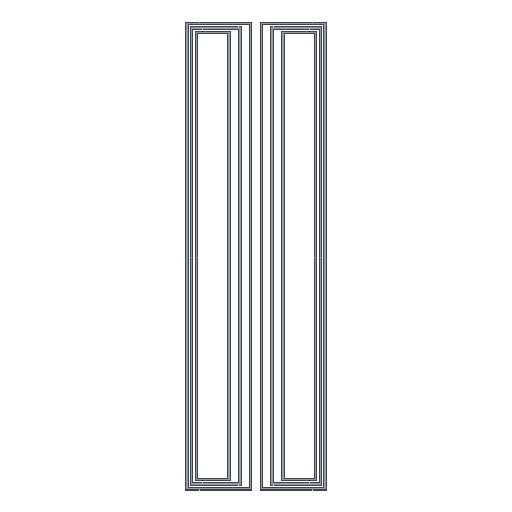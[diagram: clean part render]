
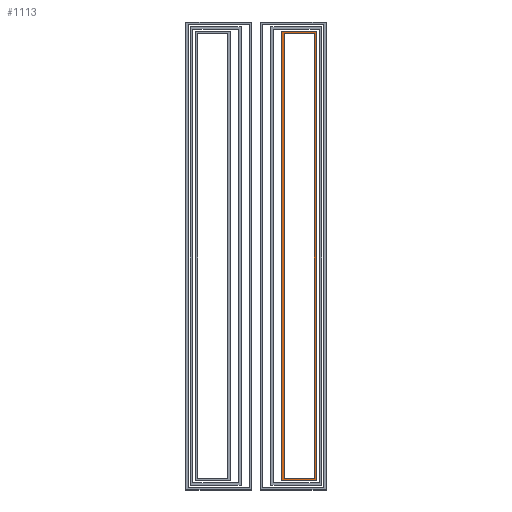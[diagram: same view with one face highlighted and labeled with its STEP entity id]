
A CAD part, top view. The second image highlights one B-rep face of the part: STEP entity #1113.
In plain terms, the highlighted planar face has unit normal (0, 0, 1).
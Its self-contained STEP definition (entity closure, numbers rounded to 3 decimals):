
#19=FACE_BOUND('',#100,.T.);
#39=FACE_OUTER_BOUND('',#99,.T.);
#99=EDGE_LOOP('',(#723,#724,#725,#726));
#100=EDGE_LOOP('',(#727,#728,#729,#730));
#165=LINE('',#1524,#309);
#168=LINE('',#1530,#312);
#171=LINE('',#1536,#315);
#174=LINE('',#1540,#318);
#177=LINE('',#1548,#321);
#180=LINE('',#1554,#324);
#183=LINE('',#1560,#327);
#186=LINE('',#1564,#330);
#309=VECTOR('',#1256,10.);
#312=VECTOR('',#1261,10.);
#315=VECTOR('',#1266,10.);
#318=VECTOR('',#1271,10.);
#321=VECTOR('',#1276,10.);
#324=VECTOR('',#1281,10.);
#327=VECTOR('',#1286,10.);
#330=VECTOR('',#1291,10.);
#453=VERTEX_POINT('',#1521);
#454=VERTEX_POINT('',#1523);
#456=VERTEX_POINT('',#1529);
#458=VERTEX_POINT('',#1535);
#461=VERTEX_POINT('',#1545);
#462=VERTEX_POINT('',#1547);
#464=VERTEX_POINT('',#1553);
#466=VERTEX_POINT('',#1559);
#549=EDGE_CURVE('',#454,#453,#165,.T.);
#552=EDGE_CURVE('',#456,#454,#168,.T.);
#555=EDGE_CURVE('',#458,#456,#171,.T.);
#558=EDGE_CURVE('',#453,#458,#174,.T.);
#561=EDGE_CURVE('',#462,#461,#177,.T.);
#564=EDGE_CURVE('',#464,#462,#180,.T.);
#567=EDGE_CURVE('',#466,#464,#183,.T.);
#570=EDGE_CURVE('',#461,#466,#186,.T.);
#723=ORIENTED_EDGE('',*,*,#570,.T.);
#724=ORIENTED_EDGE('',*,*,#567,.T.);
#725=ORIENTED_EDGE('',*,*,#564,.T.);
#726=ORIENTED_EDGE('',*,*,#561,.T.);
#727=ORIENTED_EDGE('',*,*,#558,.T.);
#728=ORIENTED_EDGE('',*,*,#555,.T.);
#729=ORIENTED_EDGE('',*,*,#552,.T.);
#730=ORIENTED_EDGE('',*,*,#549,.T.);
#987=PLANE('',#1198);
#1113=ADVANCED_FACE('',(#39,#19),#987,.T.);
#1198=AXIS2_PLACEMENT_3D('',#1565,#1292,#1293);
#1256=DIRECTION('',(0.,1.,0.));
#1261=DIRECTION('',(-1.,0.,0.));
#1266=DIRECTION('',(0.,-1.,0.));
#1271=DIRECTION('',(1.,0.,0.));
#1276=DIRECTION('',(0.,1.,0.));
#1281=DIRECTION('',(1.,0.,0.));
#1286=DIRECTION('',(0.,-1.,0.));
#1291=DIRECTION('',(-1.,0.,0.));
#1292=DIRECTION('center_axis',(0.,0.,1.));
#1293=DIRECTION('ref_axis',(1.,0.,0.));
#1521=CARTESIAN_POINT('',(60.,475.,5.));
#1523=CARTESIAN_POINT('',(60.,-475.,5.));
#1524=CARTESIAN_POINT('',(60.,-475.,5.));
#1529=CARTESIAN_POINT('',(125.,-475.,5.));
#1530=CARTESIAN_POINT('',(125.,-475.,5.));
#1535=CARTESIAN_POINT('',(125.,475.,5.));
#1536=CARTESIAN_POINT('',(125.,475.,5.));
#1540=CARTESIAN_POINT('',(60.,475.,5.));
#1545=CARTESIAN_POINT('',(130.,480.,5.));
#1547=CARTESIAN_POINT('',(130.,-480.,5.));
#1548=CARTESIAN_POINT('',(130.,-480.,5.));
#1553=CARTESIAN_POINT('',(55.,-480.,5.));
#1554=CARTESIAN_POINT('',(55.,-480.,5.));
#1559=CARTESIAN_POINT('',(55.,480.,5.));
#1560=CARTESIAN_POINT('',(55.,480.,5.));
#1564=CARTESIAN_POINT('',(130.,480.,5.));
#1565=CARTESIAN_POINT('Origin',(92.5,0.,5.));
